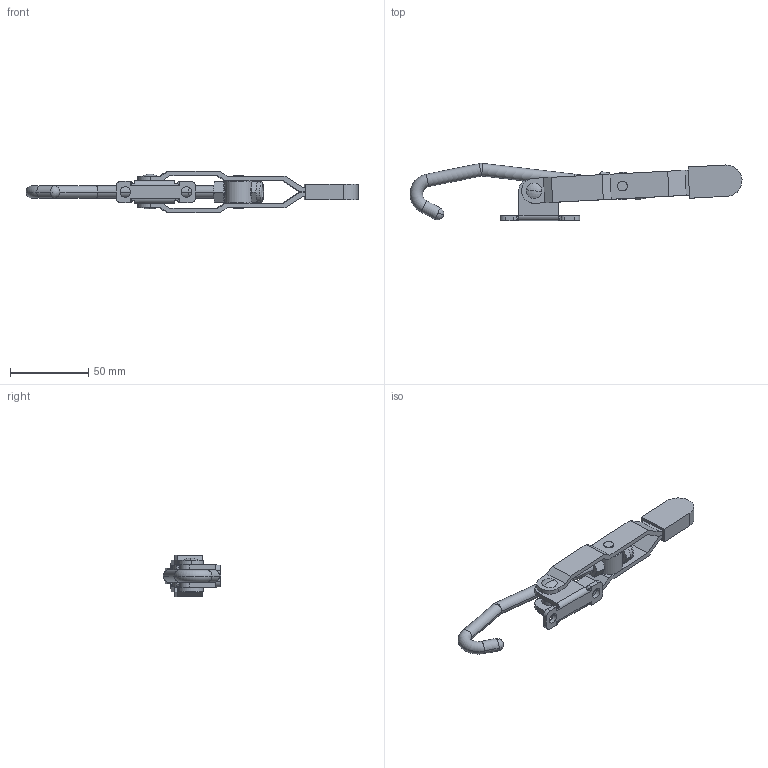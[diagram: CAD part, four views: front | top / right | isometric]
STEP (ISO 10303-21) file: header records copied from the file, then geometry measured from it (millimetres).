
FILE_DESCRIPTION (( 'STEP AP214' ), '1' );
FILE_NAME ('GH-452-SS(Â²¤Æ).STEP', '2020-07-08T06:52:25', ( 'LinWei' ), ( '' ), 'SwSTEP 2.0', 'SolidWorks 2016', '' );
FILE_SCHEMA (( 'AUTOMOTIVE_DESIGN' ));
Length unit declared in the file: millimetre
Products named in the file (5): 445144-1^GH-452(簡化); Group3^GH-452(簡化); Group2^GH-452(簡化); Group1^GH-452(簡化); GH-452-SS(簡化)
Assembly tree (4 placements, depth 2):
  GH-452-SS(簡化)
    Group1^GH-452(簡化)
    Group2^GH-452(簡化)
    Group3^GH-452(簡化)
    445144-1^GH-452(簡化)
Bounding box: 211.99 x 36.5 x 26.71 mm (x, y, z)
Volume: 35082.7 mm3; surface area: 22600.7 mm2
Topology: 6 solids, 6 shells, 201 faces, 499 edges, 313 vertices
Faces by surface type: plane 81, cylinder 74, cone 34, torus 8, sphere 4
Entity records: 6695 total; most frequent: CARTESIAN_POINT 1531, DIRECTION 1019, ORIENTED_EDGE 992, EDGE_CURVE 496, AXIS2_PLACEMENT_3D 387, VERTEX_POINT 311, LINE 245, VECTOR 245
